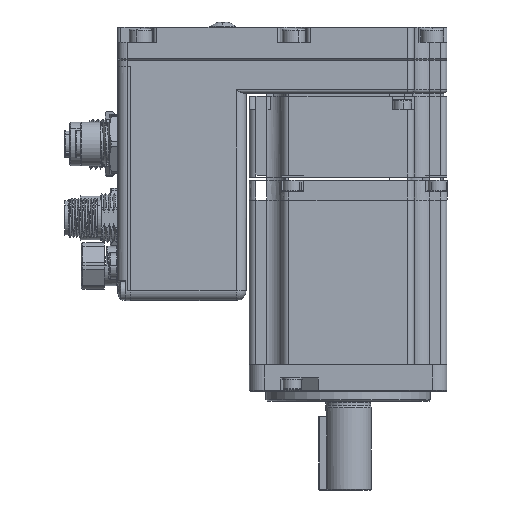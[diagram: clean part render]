
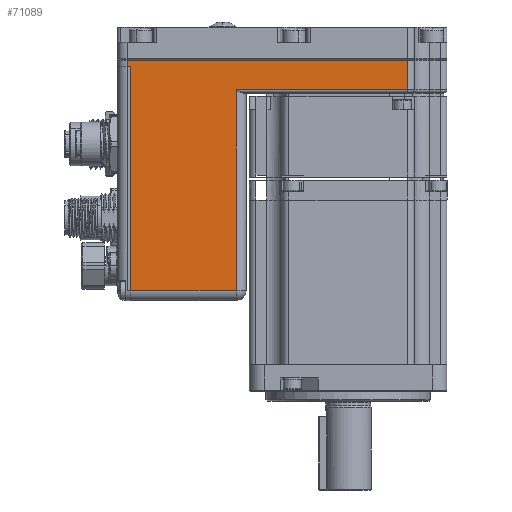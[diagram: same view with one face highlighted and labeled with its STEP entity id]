
A CAD part, front view. The second image highlights one B-rep face of the part: STEP entity #71089.
In plain terms, the highlighted planar face has unit normal (0, -1, 0).
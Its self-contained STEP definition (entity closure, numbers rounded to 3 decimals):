
#1996 = PLANE ( 'NONE',  #66535 ) ;
#3292 = VECTOR ( 'NONE', #56281, 1000. ) ;
#6565 = CARTESIAN_POINT ( 'NONE',  ( 57.433, -30.734, 103.5 ) ) ;
#7498 = DIRECTION ( 'NONE',  ( 0., 0., -1. ) ) ;
#8494 = CARTESIAN_POINT ( 'NONE',  ( 5.433, -30.734, 103.5 ) ) ;
#9070 = VECTOR ( 'NONE', #7498, 1000. ) ;
#10170 = CARTESIAN_POINT ( 'NONE',  ( 34.261, -30.734, 101.5 ) ) ;
#12882 = CARTESIAN_POINT ( 'NONE',  ( 57.433, -30.734, 94.5 ) ) ;
#14973 = VECTOR ( 'NONE', #37113, 1000. ) ;
#15405 = LINE ( 'NONE', #24074, #3292 ) ;
#15550 = CARTESIAN_POINT ( 'NONE',  ( -26.567, -30.734, 33.5 ) ) ;
#16421 = VERTEX_POINT ( 'NONE', #32185 ) ;
#16984 = DIRECTION ( 'NONE',  ( 0., 0., 1. ) ) ;
#18778 = CARTESIAN_POINT ( 'NONE',  ( 57.433, -30.734, 103.5 ) ) ;
#22161 = DIRECTION ( 'NONE',  ( 0., 0., 1. ) ) ;
#24074 = CARTESIAN_POINT ( 'NONE',  ( 69.433, -30.734, 94.5 ) ) ;
#24365 = EDGE_CURVE ( 'NONE', #16421, #67465, #90731, .T. ) ;
#27473 = ORIENTED_EDGE ( 'NONE', *, *, #98481, .T. ) ;
#27512 = VERTEX_POINT ( 'NONE', #15550 ) ;
#28739 = LINE ( 'NONE', #92929, #49252 ) ;
#30285 = EDGE_CURVE ( 'NONE', #76917, #56428, #45324, .T. ) ;
#30369 = CARTESIAN_POINT ( 'NONE',  ( 5.433, -30.734, 94.5 ) ) ;
#31512 = ORIENTED_EDGE ( 'NONE', *, *, #61166, .T. ) ;
#32185 = CARTESIAN_POINT ( 'NONE',  ( -26.567, -30.734, 101.5 ) ) ;
#34957 = CARTESIAN_POINT ( 'NONE',  ( 5.433, -30.734, 33.5 ) ) ;
#36558 = DIRECTION ( 'NONE',  ( 0., 0., 1. ) ) ;
#37113 = DIRECTION ( 'NONE',  ( 0., 0., -1. ) ) ;
#38701 = CARTESIAN_POINT ( 'NONE',  ( -27.567, -30.734, 103.5 ) ) ;
#41940 = ORIENTED_EDGE ( 'NONE', *, *, #68534, .T. ) ;
#43071 = VERTEX_POINT ( 'NONE', #46616 ) ;
#43424 = DIRECTION ( 'NONE',  ( 1., 0., 0. ) ) ;
#45193 = FACE_OUTER_BOUND ( 'NONE', #100046, .T. ) ;
#45324 = LINE ( 'NONE', #6565, #14973 ) ;
#46616 = CARTESIAN_POINT ( 'NONE',  ( 5.433, -30.734, 33.5 ) ) ;
#48518 = ORIENTED_EDGE ( 'NONE', *, *, #84160, .T. ) ;
#49127 = LINE ( 'NONE', #34957, #51582 ) ;
#49252 = VECTOR ( 'NONE', #22161, 1000. ) ;
#50119 = DIRECTION ( 'NONE',  ( 0., 1., 0. ) ) ;
#51582 = VECTOR ( 'NONE', #43424, 1000. ) ;
#53309 = ORIENTED_EDGE ( 'NONE', *, *, #96287, .F. ) ;
#55294 = ORIENTED_EDGE ( 'NONE', *, *, #30285, .F. ) ;
#56281 = DIRECTION ( 'NONE',  ( 1., 0., 0. ) ) ;
#56428 = VERTEX_POINT ( 'NONE', #12882 ) ;
#56843 = VECTOR ( 'NONE', #78680, 1000. ) ;
#61166 = EDGE_CURVE ( 'NONE', #68903, #56428, #15405, .T. ) ;
#61288 = LINE ( 'NONE', #38701, #9070 ) ;
#63427 = VECTOR ( 'NONE', #75552, 1000. ) ;
#64406 = CARTESIAN_POINT ( 'NONE',  ( 69.433, -30.734, 103.5 ) ) ;
#66535 = AXIS2_PLACEMENT_3D ( 'NONE', #64406, #50119, #36558 ) ;
#67465 = VERTEX_POINT ( 'NONE', #74668 ) ;
#68391 = VERTEX_POINT ( 'NONE', #71906 ) ;
#68534 = EDGE_CURVE ( 'NONE', #27512, #43071, #49127, .T. ) ;
#68903 = VERTEX_POINT ( 'NONE', #30369 ) ;
#71089 = ADVANCED_FACE ( 'NONE', ( #45193 ), #1996, .F. ) ;
#71906 = CARTESIAN_POINT ( 'NONE',  ( -27.567, -30.734, 103.5 ) ) ;
#74588 = VECTOR ( 'NONE', #16984, 1000. ) ;
#74668 = CARTESIAN_POINT ( 'NONE',  ( -27.567, -30.734, 101.5 ) ) ;
#75552 = DIRECTION ( 'NONE',  ( 1., 0., 0. ) ) ;
#76917 = VERTEX_POINT ( 'NONE', #18778 ) ;
#78680 = DIRECTION ( 'NONE',  ( -1., 0., 0. ) ) ;
#81579 = EDGE_CURVE ( 'NONE', #68391, #76917, #92477, .T. ) ;
#84160 = EDGE_CURVE ( 'NONE', #43071, #68903, #90300, .T. ) ;
#85774 = ORIENTED_EDGE ( 'NONE', *, *, #24365, .F. ) ;
#90300 = LINE ( 'NONE', #8494, #74588 ) ;
#90731 = LINE ( 'NONE', #10170, #56843 ) ;
#92477 = LINE ( 'NONE', #98575, #63427 ) ;
#92929 = CARTESIAN_POINT ( 'NONE',  ( -26.567, -30.734, 91.5 ) ) ;
#95678 = ORIENTED_EDGE ( 'NONE', *, *, #81579, .F. ) ;
#96287 = EDGE_CURVE ( 'NONE', #27512, #16421, #28739, .T. ) ;
#98481 = EDGE_CURVE ( 'NONE', #68391, #67465, #61288, .T. ) ;
#98575 = CARTESIAN_POINT ( 'NONE',  ( 9.433, -30.734, 103.5 ) ) ;
#100046 = EDGE_LOOP ( 'NONE', ( #48518, #31512, #55294, #95678, #27473, #85774, #53309, #41940 ) ) ;
